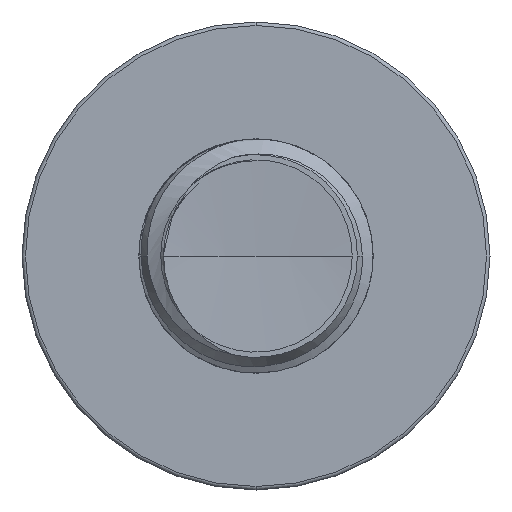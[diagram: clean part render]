
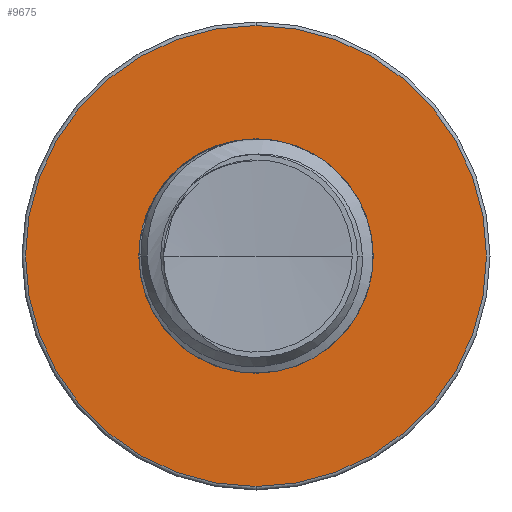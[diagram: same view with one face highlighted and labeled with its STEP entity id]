
A CAD part, front view. The second image highlights one B-rep face of the part: STEP entity #9675.
In plain terms, the highlighted planar face has unit normal (0, -1, 0).
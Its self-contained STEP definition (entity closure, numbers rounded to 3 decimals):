
#442 = CARTESIAN_POINT ( 'NONE',  ( 0., 7.5, -3.447 ) ) ;
#1162 = CIRCLE ( 'NONE', #10550, 3.447 ) ;
#1377 = CARTESIAN_POINT ( 'NONE',  ( 0., 7.5, 1.754 ) ) ;
#1471 = DIRECTION ( 'NONE',  ( 0., 0., -1. ) ) ;
#1479 = DIRECTION ( 'NONE',  ( 0., -1., 0. ) ) ;
#1496 = CARTESIAN_POINT ( 'NONE',  ( 0., 7.5, 0. ) ) ;
#2754 = CIRCLE ( 'NONE', #21825, 1.754 ) ;
#3358 = EDGE_CURVE ( 'NONE', #3493, #22605, #4393, .T. ) ;
#3493 = VERTEX_POINT ( 'NONE', #1377 ) ;
#3768 = VERTEX_POINT ( 'NONE', #16337 ) ;
#4095 = ORIENTED_EDGE ( 'NONE', *, *, #13606, .T. ) ;
#4393 = CIRCLE ( 'NONE', #21591, 1.754 ) ;
#5664 = EDGE_CURVE ( 'NONE', #22605, #3493, #2754, .T. ) ;
#5997 = DIRECTION ( 'NONE',  ( 0., 0., -1. ) ) ;
#6026 = DIRECTION ( 'NONE',  ( 0., -1., 0. ) ) ;
#6033 = CARTESIAN_POINT ( 'NONE',  ( 0., 7.5, 1.754 ) ) ;
#6293 = PLANE ( 'NONE',  #11996 ) ;
#7592 = FACE_BOUND ( 'NONE', #16554, .T. ) ;
#9675 = ADVANCED_FACE ( 'NONE', ( #12927, #7592 ), #6293, .T. ) ;
#10045 = DIRECTION ( 'NONE',  ( 0., 0., -1. ) ) ;
#10048 = DIRECTION ( 'NONE',  ( 0., -1., 0. ) ) ;
#10078 = CARTESIAN_POINT ( 'NONE',  ( 0., 7.5, 0. ) ) ;
#10550 = AXIS2_PLACEMENT_3D ( 'NONE', #10078, #10048, #10045 ) ;
#10593 = ORIENTED_EDGE ( 'NONE', *, *, #18227, .T. ) ;
#10639 = VERTEX_POINT ( 'NONE', #442 ) ;
#10841 = DIRECTION ( 'NONE',  ( 0., 0., -1. ) ) ;
#10859 = DIRECTION ( 'NONE',  ( 0., -1., 0. ) ) ;
#10891 = CARTESIAN_POINT ( 'NONE',  ( 0., 7.5, 0. ) ) ;
#11996 = AXIS2_PLACEMENT_3D ( 'NONE', #6033, #6026, #5997 ) ;
#12927 = FACE_OUTER_BOUND ( 'NONE', #16846, .T. ) ;
#13535 = ORIENTED_EDGE ( 'NONE', *, *, #5664, .F. ) ;
#13606 = EDGE_CURVE ( 'NONE', #3768, #10639, #1162, .T. ) ;
#16337 = CARTESIAN_POINT ( 'NONE',  ( 0., 7.5, 3.447 ) ) ;
#16554 = EDGE_LOOP ( 'NONE', ( #13535, #17994 ) ) ;
#16846 = EDGE_LOOP ( 'NONE', ( #10593, #4095 ) ) ;
#17553 = AXIS2_PLACEMENT_3D ( 'NONE', #20101, #20075, #20058 ) ;
#17994 = ORIENTED_EDGE ( 'NONE', *, *, #3358, .F. ) ;
#17996 = CARTESIAN_POINT ( 'NONE',  ( 0., 7.5, -1.754 ) ) ;
#18227 = EDGE_CURVE ( 'NONE', #10639, #3768, #22562, .T. ) ;
#20058 = DIRECTION ( 'NONE',  ( 0., 0., -1. ) ) ;
#20075 = DIRECTION ( 'NONE',  ( 0., -1., 0. ) ) ;
#20101 = CARTESIAN_POINT ( 'NONE',  ( 0., 7.5, 0. ) ) ;
#21591 = AXIS2_PLACEMENT_3D ( 'NONE', #1496, #1479, #1471 ) ;
#21825 = AXIS2_PLACEMENT_3D ( 'NONE', #10891, #10859, #10841 ) ;
#22562 = CIRCLE ( 'NONE', #17553, 3.447 ) ;
#22605 = VERTEX_POINT ( 'NONE', #17996 ) ;
